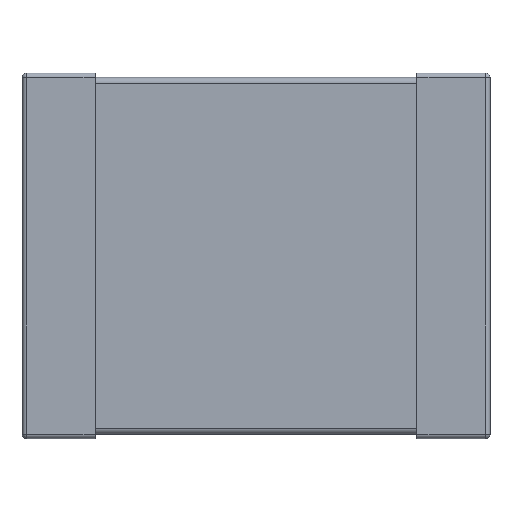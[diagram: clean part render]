
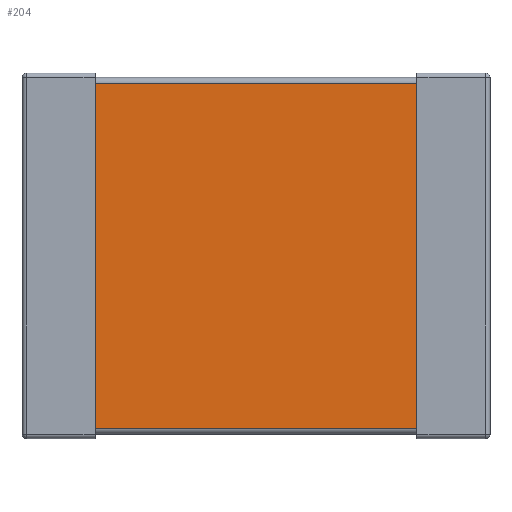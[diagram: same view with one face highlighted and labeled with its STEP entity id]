
A CAD part, top view. The second image highlights one B-rep face of the part: STEP entity #204.
In plain terms, the highlighted planar face has unit normal (0, 0, 1).
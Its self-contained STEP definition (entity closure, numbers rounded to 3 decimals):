
#149 = EDGE_CURVE ( 'NONE', #150, #157, #797, .T. ) ;
#150 = VERTEX_POINT ( 'NONE', #784 ) ;
#157 = VERTEX_POINT ( 'NONE', #882 ) ;
#158 = EDGE_CURVE ( 'NONE', #157, #249, #783, .T. ) ;
#163 = ORIENTED_EDGE ( 'NONE', *, *, #149, .T. ) ;
#167 = VERTEX_POINT ( 'NONE', #860 ) ;
#197 = EDGE_CURVE ( 'NONE', #249, #167, #950, .T. ) ;
#204 = ADVANCED_FACE ( 'NONE', ( #1030 ), #1033, .T. ) ;
#205 = EDGE_LOOP ( 'NONE', ( #207, #248, #281, #163 ) ) ;
#207 = ORIENTED_EDGE ( 'NONE', *, *, #158, .T. ) ;
#248 = ORIENTED_EDGE ( 'NONE', *, *, #197, .T. ) ;
#249 = VERTEX_POINT ( 'NONE', #1108 ) ;
#281 = ORIENTED_EDGE ( 'NONE', *, *, #282, .T. ) ;
#282 = EDGE_CURVE ( 'NONE', #167, #150, #1222, .T. ) ;
#781 = DIRECTION ( 'NONE',  ( 1., 0., 0. ) ) ;
#782 = VECTOR ( 'NONE', #781, 1000. ) ;
#783 = LINE ( 'NONE', #863, #862 ) ;
#784 = CARTESIAN_POINT ( 'NONE',  ( -1.1, -1.18, 1.27 ) ) ;
#796 = CARTESIAN_POINT ( 'NONE',  ( 1.1, -1.18, 1.27 ) ) ;
#797 = LINE ( 'NONE', #796, #782 ) ;
#860 = CARTESIAN_POINT ( 'NONE',  ( -1.1, 1.18, 1.27 ) ) ;
#861 = DIRECTION ( 'NONE',  ( 0., 1., 0. ) ) ;
#862 = VECTOR ( 'NONE', #861, 1000. ) ;
#863 = CARTESIAN_POINT ( 'NONE',  ( 1.1, 1.22, 1.27 ) ) ;
#882 = CARTESIAN_POINT ( 'NONE',  ( 1.1, -1.18, 1.27 ) ) ;
#949 = CARTESIAN_POINT ( 'NONE',  ( -1.1, 1.18, 1.27 ) ) ;
#950 = LINE ( 'NONE', #949, #954 ) ;
#951 = AXIS2_PLACEMENT_3D ( 'NONE', #971, #1076, #1075 ) ;
#954 = VECTOR ( 'NONE', #1034, 1000. ) ;
#971 = CARTESIAN_POINT ( 'NONE',  ( 1.1, -1.22, 1.27 ) ) ;
#1030 = FACE_OUTER_BOUND ( 'NONE', #205, .T. ) ;
#1033 = PLANE ( 'NONE',  #951 ) ;
#1034 = DIRECTION ( 'NONE',  ( -1., 0., 0. ) ) ;
#1075 = DIRECTION ( 'NONE',  ( 1., 0., 0. ) ) ;
#1076 = DIRECTION ( 'NONE',  ( 0., 0., 1. ) ) ;
#1108 = CARTESIAN_POINT ( 'NONE',  ( 1.1, 1.18, 1.27 ) ) ;
#1173 = VECTOR ( 'NONE', #1216, 1000. ) ;
#1216 = DIRECTION ( 'NONE',  ( 0., -1., 0. ) ) ;
#1221 = CARTESIAN_POINT ( 'NONE',  ( -1.1, 1.22, 1.27 ) ) ;
#1222 = LINE ( 'NONE', #1221, #1173 ) ;
